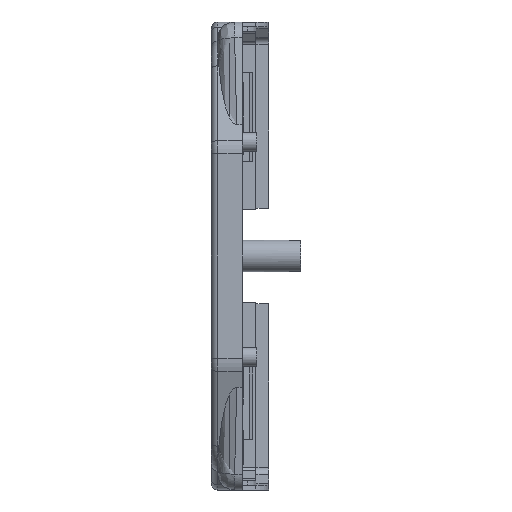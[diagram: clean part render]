
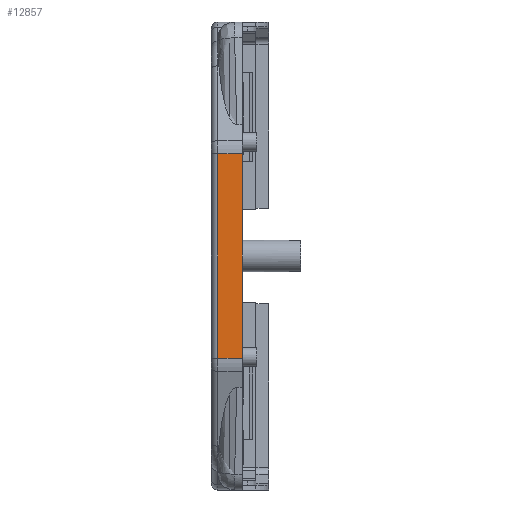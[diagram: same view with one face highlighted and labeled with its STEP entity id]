
A CAD part, left-side view. The second image highlights one B-rep face of the part: STEP entity #12857.
In plain terms, the highlighted planar face has unit normal (-1, 0, 0).
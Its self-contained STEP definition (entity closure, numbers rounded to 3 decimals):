
#1393=LINE('',#22086,#2571);
#1395=LINE('',#22095,#2573);
#1396=LINE('',#22096,#2574);
#1397=LINE('',#22097,#2575);
#2571=VECTOR('',#16019,10.);
#2573=VECTOR('',#16027,10.);
#2574=VECTOR('',#16028,10.);
#2575=VECTOR('',#16029,10.);
#3331=PLANE('',#13850);
#3855=FACE_OUTER_BOUND('',#4620,.T.);
#4620=EDGE_LOOP('',(#10108,#10109,#10110,#10111));
#6020=VERTEX_POINT('',#22084);
#6021=VERTEX_POINT('',#22085);
#6024=VERTEX_POINT('',#22093);
#6025=VERTEX_POINT('',#22094);
#7544=EDGE_CURVE('',#6020,#6021,#1393,.T.);
#7548=EDGE_CURVE('',#6024,#6025,#1395,.T.);
#7549=EDGE_CURVE('',#6021,#6025,#1396,.T.);
#7550=EDGE_CURVE('',#6020,#6024,#1397,.T.);
#10108=ORIENTED_EDGE('',*,*,#7548,.T.);
#10109=ORIENTED_EDGE('',*,*,#7549,.F.);
#10110=ORIENTED_EDGE('',*,*,#7544,.F.);
#10111=ORIENTED_EDGE('',*,*,#7550,.T.);
#12857=ADVANCED_FACE('',(#3855),#3331,.T.);
#13850=AXIS2_PLACEMENT_3D('',#22092,#16025,#16026);
#16019=DIRECTION('',(0.,1.,0.));
#16025=DIRECTION('center_axis',(-1.,0.,0.));
#16026=DIRECTION('ref_axis',(0.,1.,0.));
#16027=DIRECTION('',(0.,1.,0.));
#16028=DIRECTION('',(0.,0.,1.));
#16029=DIRECTION('',(0.,0.,1.));
#22084=CARTESIAN_POINT('',(-94.,-4.399,-16.175));
#22085=CARTESIAN_POINT('',(-94.,-0.5,-16.175));
#22086=CARTESIAN_POINT('',(-94.,-9.75,-16.175));
#22092=CARTESIAN_POINT('Origin',(-94.,-19.5,0.));
#22093=CARTESIAN_POINT('',(-94.,-4.399,16.175));
#22094=CARTESIAN_POINT('',(-94.,-0.5,16.175));
#22095=CARTESIAN_POINT('',(-94.,-9.75,16.175));
#22096=CARTESIAN_POINT('',(-94.,-0.5,0.));
#22097=CARTESIAN_POINT('',(-94.,-4.399,0.));
